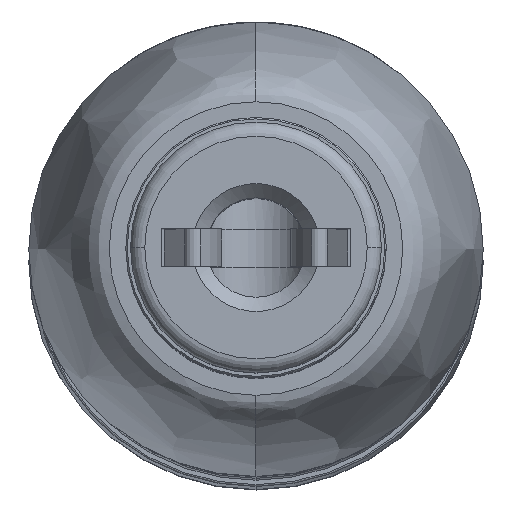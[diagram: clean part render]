
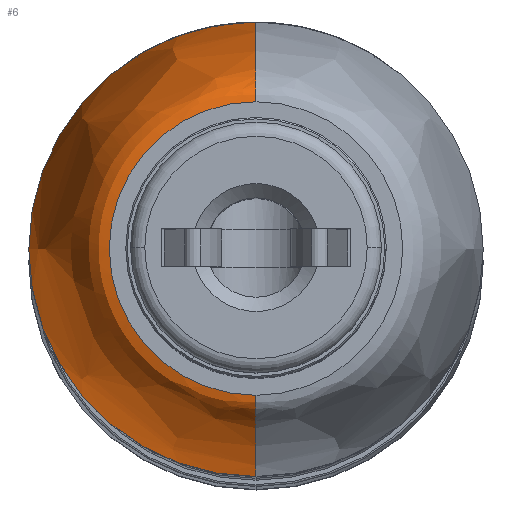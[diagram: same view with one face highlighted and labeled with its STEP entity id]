
A CAD part, top view. The second image highlights one B-rep face of the part: STEP entity #6.
In plain terms, the highlighted free-form (B-spline) face has degree [3, 3] with [6, 4] control points.
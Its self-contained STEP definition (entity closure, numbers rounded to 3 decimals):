
#6 = ADVANCED_FACE ( 'NONE', ( #10109 ), #27486, .F. ) ;
#497 = EDGE_CURVE ( 'NONE', #28036, #20923, #3479, .T. ) ;
#1758 = CARTESIAN_POINT ( 'NONE',  ( 6.753, 4.294, -8.588 ) ) ;
#2209 = CIRCLE ( 'NONE', #9417, 4.8 ) ;
#2658 = ORIENTED_EDGE ( 'NONE', *, *, #20835, .F. ) ;
#3075 = CARTESIAN_POINT ( 'NONE',  ( 13.822, 0., 0. ) ) ;
#3215 = VERTEX_POINT ( 'NONE', #22864 ) ;
#3469 = CARTESIAN_POINT ( 'NONE',  ( 13.822, -4.8, -9.6 ) ) ;
#3479 = B_SPLINE_CURVE_WITH_KNOTS ( 'NONE', 3,
 ( #20585, #21142, #25381, #10352, #25244, #27634 ),
 .UNSPECIFIED., .F., .F.,
 ( 4, 1, 1, 4 ),
 ( 0., 0.429, 0.529, 1. ),
 .UNSPECIFIED. ) ;
#4012 = CARTESIAN_POINT ( 'NONE',  ( 4.822, 3.1, 0. ) ) ;
#5220 = ORIENTED_EDGE ( 'NONE', *, *, #497, .T. ) ;
#5386 = ORIENTED_EDGE ( 'NONE', *, *, #21350, .T. ) ;
#5565 = CARTESIAN_POINT ( 'NONE',  ( 13.398, -4.8, -9.6 ) ) ;
#5780 = EDGE_CURVE ( 'NONE', #3215, #6886, #2209, .T. ) ;
#5985 = CARTESIAN_POINT ( 'NONE',  ( 13.398, -4.8, 0. ) ) ;
#6871 = DIRECTION ( 'NONE',  ( 0., 0., 1. ) ) ;
#6886 = VERTEX_POINT ( 'NONE', #11932 ) ;
#7292 = CARTESIAN_POINT ( 'NONE',  ( 4.822, 3.1, 0. ) ) ;
#8230 = CARTESIAN_POINT ( 'NONE',  ( 4.822, -3.71, -7.421 ) ) ;
#9306 = ORIENTED_EDGE ( 'NONE', *, *, #5780, .T. ) ;
#9417 = AXIS2_PLACEMENT_3D ( 'NONE', #3075, #26287, #6871 ) ;
#10109 = FACE_OUTER_BOUND ( 'NONE', #23997, .T. ) ;
#10253 = CARTESIAN_POINT ( 'NONE',  ( 13.822, -4.8, 0. ) ) ;
#10352 = CARTESIAN_POINT ( 'NONE',  ( 6.753, -4.294, 0. ) ) ;
#10386 = CARTESIAN_POINT ( 'NONE',  ( 10.153, -4.759, -9.518 ) ) ;
#10452 = CIRCLE ( 'NONE', #26278, 3.1 ) ;
#11237 = EDGE_CURVE ( 'NONE', #25584, #20923, #10452, .T. ) ;
#11397 = DIRECTION ( 'NONE',  ( 0., 0., 1. ) ) ;
#11693 = DIRECTION ( 'NONE',  ( -1., 0., 0. ) ) ;
#11932 = CARTESIAN_POINT ( 'NONE',  ( 13.822, 0., -4.8 ) ) ;
#13692 = CARTESIAN_POINT ( 'NONE',  ( 10.153, 4.759, 0. ) ) ;
#14207 = CARTESIAN_POINT ( 'NONE',  ( 13.822, -4.8, 0. ) ) ;
#14370 = CARTESIAN_POINT ( 'NONE',  ( 10.153, 4.759, -9.518 ) ) ;
#14470 = ORIENTED_EDGE ( 'NONE', *, *, #11237, .F. ) ;
#14639 = CARTESIAN_POINT ( 'NONE',  ( 13.822, 4.8, 0. ) ) ;
#16352 = CARTESIAN_POINT ( 'NONE',  ( 13.398, 4.8, -9.6 ) ) ;
#16763 = CARTESIAN_POINT ( 'NONE',  ( 10.153, -4.759, 0. ) ) ;
#16898 = CARTESIAN_POINT ( 'NONE',  ( 4.822, -3.1, -6.2 ) ) ;
#17010 = AXIS2_PLACEMENT_3D ( 'NONE', #20618, #26406, #11397 ) ;
#17519 = CARTESIAN_POINT ( 'NONE',  ( 4.822, 0., 0. ) ) ;
#17869 = CARTESIAN_POINT ( 'NONE',  ( 4.822, 3.1, 0. ) ) ;
#18758 = CARTESIAN_POINT ( 'NONE',  ( 4.822, -3.1, 0. ) ) ;
#18818 = CIRCLE ( 'NONE', #17010, 4.8 ) ;
#18906 = CARTESIAN_POINT ( 'NONE',  ( 4.822, 3.71, 0. ) ) ;
#19039 = CARTESIAN_POINT ( 'NONE',  ( 13.398, 4.8, 0. ) ) ;
#20498 = CARTESIAN_POINT ( 'NONE',  ( 13.822, 4.8, 0. ) ) ;
#20585 = CARTESIAN_POINT ( 'NONE',  ( 13.822, -4.8, 0. ) ) ;
#20618 = CARTESIAN_POINT ( 'NONE',  ( 13.822, 0., 0. ) ) ;
#20622 = CARTESIAN_POINT ( 'NONE',  ( 13.822, 4.8, -9.6 ) ) ;
#20648 = CARTESIAN_POINT ( 'NONE',  ( 6.753, 4.294, 0. ) ) ;
#20835 = EDGE_CURVE ( 'NONE', #3215, #25584, #25356, .T. ) ;
#20923 = VERTEX_POINT ( 'NONE', #24462 ) ;
#21039 = CARTESIAN_POINT ( 'NONE',  ( 4.822, 3.1, -6.2 ) ) ;
#21142 = CARTESIAN_POINT ( 'NONE',  ( 13.398, -4.8, 0. ) ) ;
#21173 = CARTESIAN_POINT ( 'NONE',  ( 10.153, 4.759, 0. ) ) ;
#21350 = EDGE_CURVE ( 'NONE', #6886, #28036, #18818, .T. ) ;
#22199 = CARTESIAN_POINT ( 'NONE',  ( 13.398, 4.8, 0. ) ) ;
#22598 = DIRECTION ( 'NONE',  ( 0., 0., 1. ) ) ;
#22864 = CARTESIAN_POINT ( 'NONE',  ( 13.822, 4.8, 0. ) ) ;
#23292 = CARTESIAN_POINT ( 'NONE',  ( 6.753, 4.294, 0. ) ) ;
#23997 = EDGE_LOOP ( 'NONE', ( #5386, #5220, #14470, #2658, #9306 ) ) ;
#24462 = CARTESIAN_POINT ( 'NONE',  ( 4.822, -3.1, 0. ) ) ;
#25244 = CARTESIAN_POINT ( 'NONE',  ( 4.822, -3.71, 0. ) ) ;
#25356 = B_SPLINE_CURVE_WITH_KNOTS ( 'NONE', 3,
 ( #20498, #22199, #13692, #20648, #26999, #7292 ),
 .UNSPECIFIED., .F., .F.,
 ( 4, 1, 1, 4 ),
 ( 0., 0.429, 0.529, 1. ),
 .UNSPECIFIED. ) ;
#25381 = CARTESIAN_POINT ( 'NONE',  ( 10.153, -4.759, 0. ) ) ;
#25412 = CARTESIAN_POINT ( 'NONE',  ( 4.822, 3.71, -7.421 ) ) ;
#25556 = CARTESIAN_POINT ( 'NONE',  ( 6.753, -4.294, -8.588 ) ) ;
#25584 = VERTEX_POINT ( 'NONE', #17869 ) ;
#26278 = AXIS2_PLACEMENT_3D ( 'NONE', #17519, #11693, #22598 ) ;
#26287 = DIRECTION ( 'NONE',  ( -1., 0., 0. ) ) ;
#26406 = DIRECTION ( 'NONE',  ( -1., 0., 0. ) ) ;
#26999 = CARTESIAN_POINT ( 'NONE',  ( 4.822, 3.71, 0. ) ) ;
#27390 = CARTESIAN_POINT ( 'NONE',  ( 4.822, -3.71, 0. ) ) ;
#27486 =( BOUNDED_SURFACE ( )  B_SPLINE_SURFACE ( 3, 3, ( 
 ( #14639, #20622, #3469, #10253 ),
 ( #19039, #16352, #5565, #5985 ),
 ( #21173, #14370, #10386, #16763 ),
 ( #23292, #1758, #25556, #27664 ),
 ( #18906, #25412, #8230, #27390 ),
 ( #4012, #21039, #16898, #18758 ) ),
 .UNSPECIFIED., .F., .F., .T. ) 
 B_SPLINE_SURFACE_WITH_KNOTS ( ( 4, 1, 1, 4 ),
 ( 4, 4 ),
 ( 0., 0.429, 0.529, 1. ),
 ( 0., 1. ),
 .UNSPECIFIED. ) 
 GEOMETRIC_REPRESENTATION_ITEM ( )  RATIONAL_B_SPLINE_SURFACE ( (
 ( 1., 0.333, 0.333, 1.),
 ( 1., 0.333, 0.333, 1.),
 ( 1., 0.333, 0.333, 1.),
 ( 1., 0.333, 0.333, 1.),
 ( 1., 0.333, 0.333, 1.),
 ( 1., 0.333, 0.333, 1.) ) ) 
 REPRESENTATION_ITEM ( '' )  SURFACE ( )  );
#27634 = CARTESIAN_POINT ( 'NONE',  ( 4.822, -3.1, 0. ) ) ;
#27664 = CARTESIAN_POINT ( 'NONE',  ( 6.753, -4.294, 0. ) ) ;
#28036 = VERTEX_POINT ( 'NONE', #14207 ) ;
